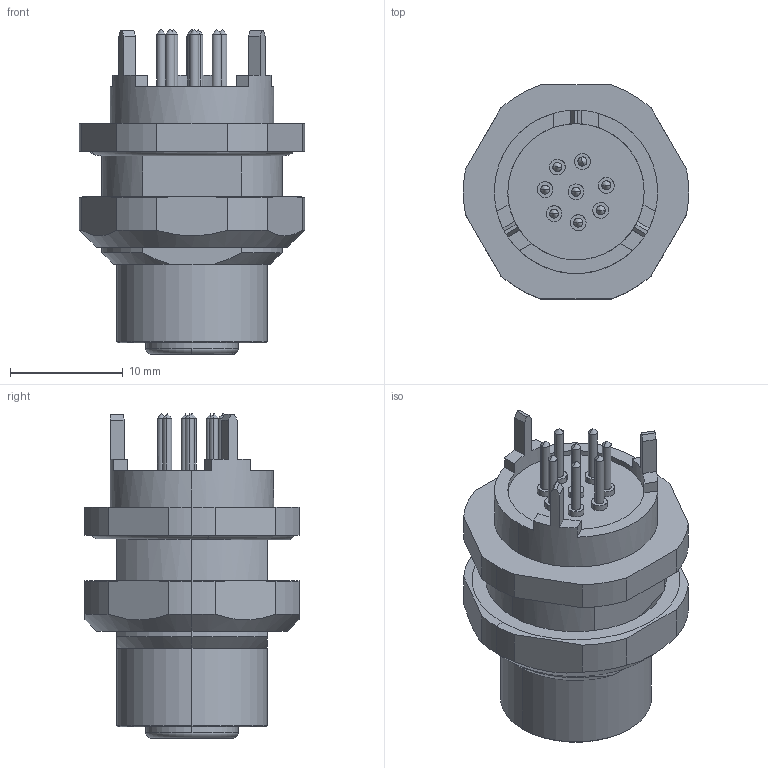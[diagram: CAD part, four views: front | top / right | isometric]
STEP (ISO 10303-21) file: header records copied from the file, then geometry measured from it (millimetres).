
FILE_DESCRIPTION(('CATIA V5R24 STEP','CAx-IF Rec.Pracs.--- Model Styling and Organization---1.2---2011-12-15'),'2;1');
FILE_NAME ('D1461773_0_2421940000_2421940000.stp','2017-04-21T07:19:33+00:00',('none'),('Weidmueller'),'CATIA Version 5-6 Release 2014 SP4 HF52','CATIA V5 STEP AP214','none');
FILE_SCHEMA(('AUTOMOTIVE_DESIGN { 1 0 10303 214 1 1 1 1 }'));
Length unit declared in the file: millimetre
Products named in the file (1): v5-standard_part
Bounding box: 20 x 19 x 28.8 mm (x, y, z)
Volume: 4232.6 mm3; surface area: 3202.5 mm2
Topology: 1 solids, 2 shells, 563 faces, 1530 edges, 1042 vertices
Faces by surface type: plane 225, cylinder 189, bspline 70, torus 43, cone 36
Entity records: 20862 total; most frequent: CARTESIAN_POINT 7206, ORIENTED_EDGE 3060, DIRECTION 1972, EDGE_CURVE 1530, VERTEX_POINT 1042, AXIS2_PLACEMENT_3D 869, EDGE_LOOP 640, VECTOR 610
